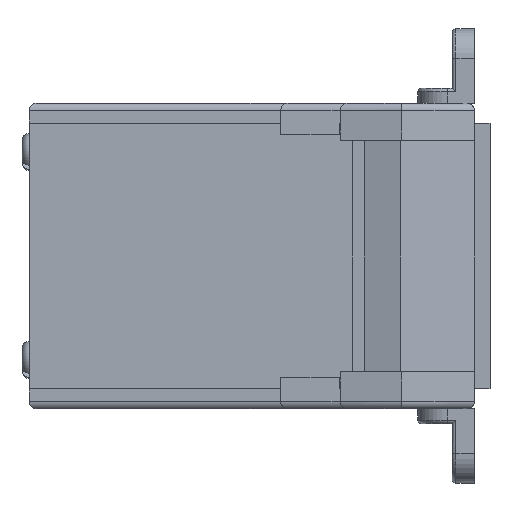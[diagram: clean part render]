
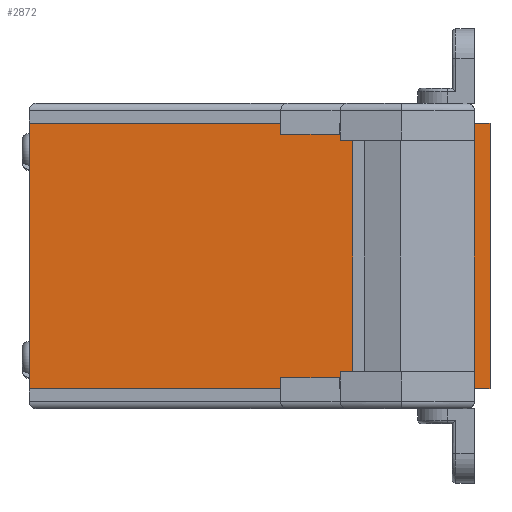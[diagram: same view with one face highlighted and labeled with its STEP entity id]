
A CAD part, left-side view. The second image highlights one B-rep face of the part: STEP entity #2872.
In plain terms, the highlighted planar face has unit normal (-1, 0, 0).
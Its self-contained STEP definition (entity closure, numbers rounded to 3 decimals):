
#292 = DIRECTION ( 'NONE',  ( 0., 0., 1. ) ) ;
#847 = VERTEX_POINT ( 'NONE', #16256 ) ;
#884 = EDGE_CURVE ( 'NONE', #2298, #847, #3019, .T. ) ;
#1632 = DIRECTION ( 'NONE',  ( -1., 0., 0. ) ) ;
#2259 = ORIENTED_EDGE ( 'NONE', *, *, #9544, .F. ) ;
#2298 = VERTEX_POINT ( 'NONE', #16415 ) ;
#2872 = ADVANCED_FACE ( 'NONE', ( #9190 ), #5732, .T. ) ;
#2985 = VERTEX_POINT ( 'NONE', #16663 ) ;
#3019 = LINE ( 'NONE', #10035, #13218 ) ;
#3391 = EDGE_LOOP ( 'NONE', ( #2259, #6510, #15222, #6017 ) ) ;
#3663 = CARTESIAN_POINT ( 'NONE',  ( -35., 31., -35.8 ) ) ;
#3780 = VERTEX_POINT ( 'NONE', #9523 ) ;
#3887 = VECTOR ( 'NONE', #6012, 1000. ) ;
#5498 = VECTOR ( 'NONE', #11978, 1000. ) ;
#5719 = AXIS2_PLACEMENT_3D ( 'NONE', #14926, #1632, #292 ) ;
#5732 = PLANE ( 'NONE',  #5719 ) ;
#6012 = DIRECTION ( 'NONE',  ( 0., 0., 1. ) ) ;
#6017 = ORIENTED_EDGE ( 'NONE', *, *, #17102, .T. ) ;
#6171 = LINE ( 'NONE', #11264, #3887 ) ;
#6390 = LINE ( 'NONE', #6489, #16585 ) ;
#6489 = CARTESIAN_POINT ( 'NONE',  ( -35., 31., 0. ) ) ;
#6510 = ORIENTED_EDGE ( 'NONE', *, *, #12688, .F. ) ;
#9041 = LINE ( 'NONE', #3663, #5498 ) ;
#9190 = FACE_OUTER_BOUND ( 'NONE', #3391, .T. ) ;
#9523 = CARTESIAN_POINT ( 'NONE',  ( -35., -31., 0. ) ) ;
#9544 = EDGE_CURVE ( 'NONE', #2985, #3780, #6390, .T. ) ;
#10035 = CARTESIAN_POINT ( 'NONE',  ( -35., 31., -35.8 ) ) ;
#10266 = DIRECTION ( 'NONE',  ( 0., -1., 0. ) ) ;
#11264 = CARTESIAN_POINT ( 'NONE',  ( -35., -31., -35.8 ) ) ;
#11978 = DIRECTION ( 'NONE',  ( 0., 0., 1. ) ) ;
#12688 = EDGE_CURVE ( 'NONE', #2298, #2985, #9041, .T. ) ;
#13218 = VECTOR ( 'NONE', #16707, 1000. ) ;
#14926 = CARTESIAN_POINT ( 'NONE',  ( -35., 31., -35.8 ) ) ;
#15222 = ORIENTED_EDGE ( 'NONE', *, *, #884, .T. ) ;
#16256 = CARTESIAN_POINT ( 'NONE',  ( -35., -31., -35.8 ) ) ;
#16415 = CARTESIAN_POINT ( 'NONE',  ( -35., 31., -35.8 ) ) ;
#16585 = VECTOR ( 'NONE', #10266, 1000. ) ;
#16663 = CARTESIAN_POINT ( 'NONE',  ( -35., 31., 0. ) ) ;
#16707 = DIRECTION ( 'NONE',  ( 0., -1., 0. ) ) ;
#17102 = EDGE_CURVE ( 'NONE', #847, #3780, #6171, .T. ) ;
